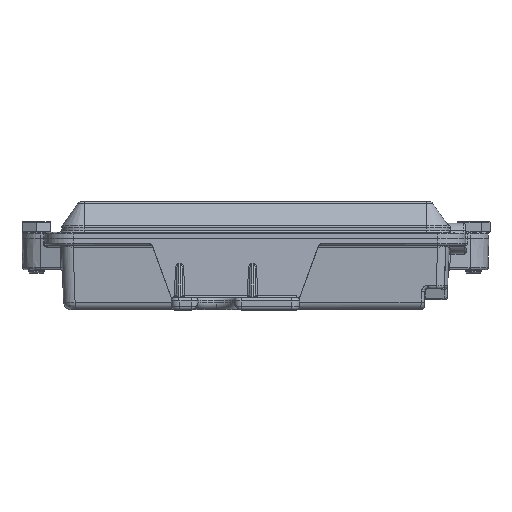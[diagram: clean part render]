
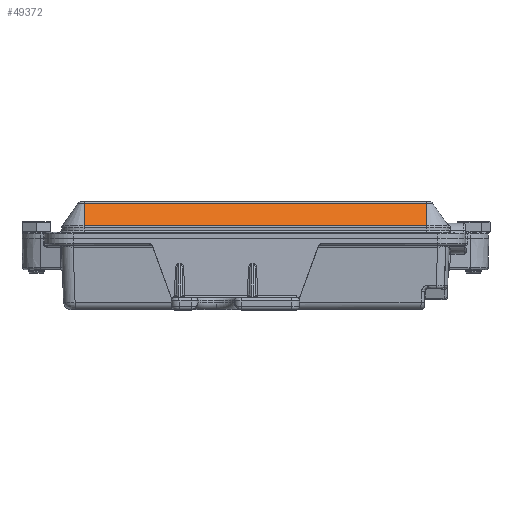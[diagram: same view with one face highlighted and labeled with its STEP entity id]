
A CAD part, top view. The second image highlights one B-rep face of the part: STEP entity #49372.
In plain terms, the highlighted face is planar.
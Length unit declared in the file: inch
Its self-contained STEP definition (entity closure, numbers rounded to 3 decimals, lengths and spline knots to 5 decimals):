
#1430 = CARTESIAN_POINT ( 'NONE',  ( -1.87126, 0.01433, -1.44981 ) ) ;
#10418 = CARTESIAN_POINT ( 'NONE',  ( 3.37126, 0.35723, -1.20971 ) ) ;
#12091 = PLANE ( 'NONE',  #64994 ) ;
#19215 = EDGE_CURVE ( 'NONE', #101039, #82624, #33660, .T. ) ;
#22179 = CARTESIAN_POINT ( 'NONE',  ( -1.87126, 0., -1.45984 ) ) ;
#26100 = LINE ( 'NONE', #1430, #38706 ) ;
#26967 = VECTOR ( 'NONE', #72840, 39.37008 ) ;
#30198 = ORIENTED_EDGE ( 'NONE', *, *, #81638, .T. ) ;
#32340 = DIRECTION ( 'NONE',  ( 1., 0., 0. ) ) ;
#33584 = EDGE_CURVE ( 'NONE', #101039, #125405, #108145, .T. ) ;
#33660 = LINE ( 'NONE', #114613, #94190 ) ;
#38706 = VECTOR ( 'NONE', #72526, 39.37008 ) ;
#39314 = ORIENTED_EDGE ( 'NONE', *, *, #19215, .T. ) ;
#41437 = ORIENTED_EDGE ( 'NONE', *, *, #33584, .F. ) ;
#49372 = ADVANCED_FACE ( 'NONE', ( #54650 ), #12091, .T. ) ;
#50871 = DIRECTION ( 'NONE',  ( 0., 0.819, 0.574 ) ) ;
#54650 = FACE_OUTER_BOUND ( 'NONE', #78476, .T. ) ;
#62269 = VECTOR ( 'NONE', #130043, 39.37008 ) ;
#64994 = AXIS2_PLACEMENT_3D ( 'NONE', #123687, #123271, #50871 ) ;
#72526 = DIRECTION ( 'NONE',  ( -1., 0., 0. ) ) ;
#72840 = DIRECTION ( 'NONE',  ( 0., -0.819, -0.574 ) ) ;
#78476 = EDGE_LOOP ( 'NONE', ( #41437, #39314, #30198, #104666 ) ) ;
#81638 = EDGE_CURVE ( 'NONE', #82624, #90476, #124304, .T. ) ;
#82624 = VERTEX_POINT ( 'NONE', #10418 ) ;
#85786 = CARTESIAN_POINT ( 'NONE',  ( -1.87126, 0.01433, -1.44981 ) ) ;
#90476 = VERTEX_POINT ( 'NONE', #91197 ) ;
#91197 = CARTESIAN_POINT ( 'NONE',  ( 3.37126, 0.01433, -1.44981 ) ) ;
#94190 = VECTOR ( 'NONE', #32340, 39.37008 ) ;
#101039 = VERTEX_POINT ( 'NONE', #108491 ) ;
#104666 = ORIENTED_EDGE ( 'NONE', *, *, #108303, .T. ) ;
#108145 = LINE ( 'NONE', #22179, #26967 ) ;
#108303 = EDGE_CURVE ( 'NONE', #90476, #125405, #26100, .T. ) ;
#108491 = CARTESIAN_POINT ( 'NONE',  ( -1.87126, 0.35723, -1.20971 ) ) ;
#114613 = CARTESIAN_POINT ( 'NONE',  ( -1.87126, 0.35723, -1.20971 ) ) ;
#119407 = CARTESIAN_POINT ( 'NONE',  ( 3.37126, 0., -1.45984 ) ) ;
#123271 = DIRECTION ( 'NONE',  ( 0., 0.574, -0.819 ) ) ;
#123687 = CARTESIAN_POINT ( 'NONE',  ( -1.87126, 0., -1.45984 ) ) ;
#124304 = LINE ( 'NONE', #119407, #62269 ) ;
#125405 = VERTEX_POINT ( 'NONE', #85786 ) ;
#130043 = DIRECTION ( 'NONE',  ( 0., -0.819, -0.574 ) ) ;
